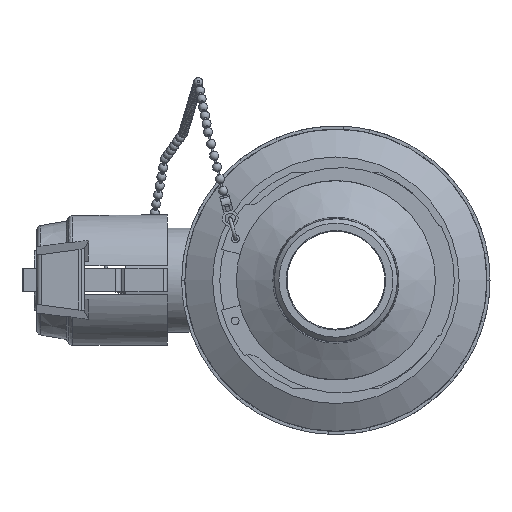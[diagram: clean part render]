
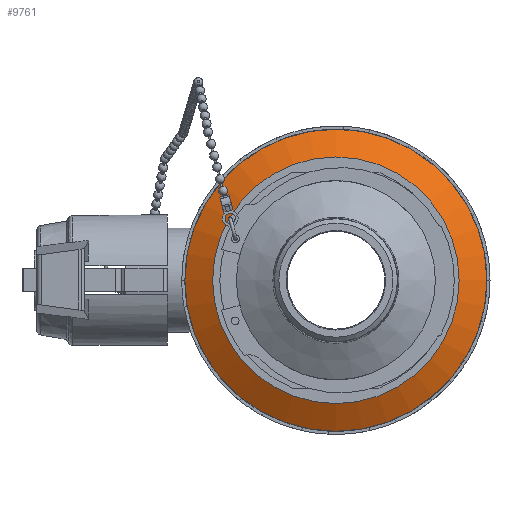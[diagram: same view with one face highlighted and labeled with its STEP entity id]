
A CAD part, left-side view. The second image highlights one B-rep face of the part: STEP entity #9761.
In plain terms, the highlighted conical face has half-angle 60 degrees and reference radius 53.1 mm.
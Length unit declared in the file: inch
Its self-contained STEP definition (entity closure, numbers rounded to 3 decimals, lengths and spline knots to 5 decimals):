
#744=FACE_OUTER_BOUND('',#1302,.T.);
#1302=EDGE_LOOP('',(#6531,#6532,#6533,#6534));
#1878=LINE('',#15031,#2599);
#2599=VECTOR('',#11874,2.09055);
#3339=CIRCLE('',#10440,2.27638);
#3340=CIRCLE('',#10441,1.85827);
#4003=VERTEX_POINT('',#15028);
#4004=VERTEX_POINT('',#15030);
#4996=EDGE_CURVE('',#4003,#4003,#3339,.T.);
#4997=EDGE_CURVE('',#4003,#4004,#1878,.T.);
#4998=EDGE_CURVE('',#4004,#4004,#3340,.T.);
#6531=ORIENTED_EDGE('',*,*,#4996,.T.);
#6532=ORIENTED_EDGE('',*,*,#4997,.T.);
#6533=ORIENTED_EDGE('',*,*,#4998,.F.);
#6534=ORIENTED_EDGE('',*,*,#4997,.F.);
#9126=CONICAL_SURFACE('',#10439,2.09055,1.047);
#9761=ADVANCED_FACE('',(#744),#9126,.T.);
#10439=AXIS2_PLACEMENT_3D('',#15027,#11870,#11871);
#10440=AXIS2_PLACEMENT_3D('',#15029,#11872,#11873);
#10441=AXIS2_PLACEMENT_3D('',#15032,#11875,#11876);
#11870=DIRECTION('center_axis',(1.,0.,0.));
#11871=DIRECTION('ref_axis',(0.,1.,0.));
#11872=DIRECTION('center_axis',(-1.,0.,0.));
#11873=DIRECTION('ref_axis',(0.,1.,0.));
#11874=DIRECTION('',(-0.5,0.866,0.));
#11875=DIRECTION('center_axis',(-1.,0.,0.));
#11876=DIRECTION('ref_axis',(0.,1.,0.));
#15027=CARTESIAN_POINT('Origin',(-2.67275,0.,
0.));
#15028=CARTESIAN_POINT('',(-2.56546,-2.27638,0.));
#15029=CARTESIAN_POINT('Origin',(-2.56546,0.,
0.));
#15030=CARTESIAN_POINT('',(-2.80686,-1.85827,0.));
#15031=CARTESIAN_POINT('',(-2.67275,-2.09055,0.));
#15032=CARTESIAN_POINT('Origin',(-2.80686,0.,
0.));
